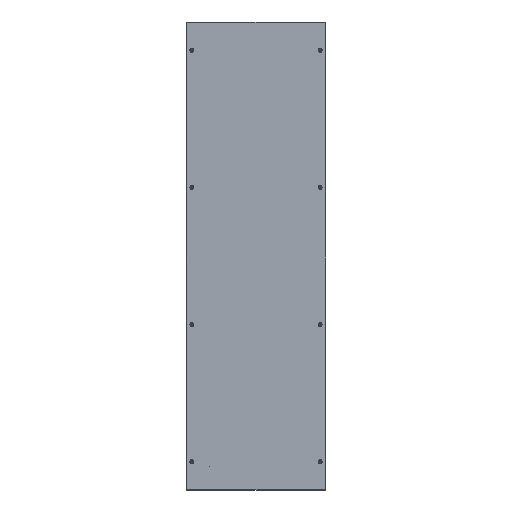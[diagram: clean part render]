
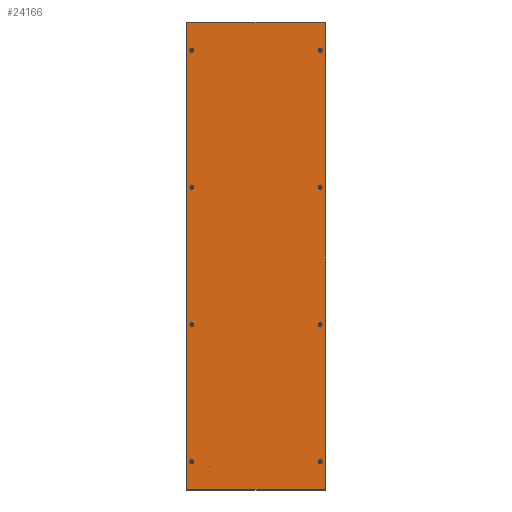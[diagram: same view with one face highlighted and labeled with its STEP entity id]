
A CAD part, top view. The second image highlights one B-rep face of the part: STEP entity #24166.
In plain terms, the highlighted planar face has unit normal (0, 0, 1).
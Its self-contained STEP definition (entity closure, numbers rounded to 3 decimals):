
#1298 = VERTEX_POINT ( 'NONE', #8116 ) ;
#1485 = EDGE_CURVE ( 'NONE', #40326, #5888, #21062, .T. ) ;
#1725 = ORIENTED_EDGE ( 'NONE', *, *, #32761, .F. ) ;
#1808 = CARTESIAN_POINT ( 'NONE',  ( 295.1, -997.6, 1.4 ) ) ;
#2367 = ORIENTED_EDGE ( 'NONE', *, *, #6789, .F. ) ;
#3011 = DIRECTION ( 'NONE',  ( 0., 0., 1. ) ) ;
#3039 = CARTESIAN_POINT ( 'NONE',  ( -265.557, -293., 1.4 ) ) ;
#3563 = AXIS2_PLACEMENT_3D ( 'NONE', #28857, #17585, #10811 ) ;
#3844 = DIRECTION ( 'NONE',  ( 0., 0., -1. ) ) ;
#4096 = DIRECTION ( 'NONE',  ( 0., 0., -1. ) ) ;
#4750 = VERTEX_POINT ( 'NONE', #15075 ) ;
#5280 = EDGE_LOOP ( 'NONE', ( #17176, #20431, #1725, #13141 ) ) ;
#5481 = EDGE_CURVE ( 'NONE', #5900, #5900, #18997, .T. ) ;
#5510 = DIRECTION ( 'NONE',  ( 0., 1., 0. ) ) ;
#5739 = DIRECTION ( 'NONE',  ( 0., 0., -1. ) ) ;
#5888 = VERTEX_POINT ( 'NONE', #1808 ) ;
#5900 = VERTEX_POINT ( 'NONE', #14772 ) ;
#6058 = DIRECTION ( 'NONE',  ( -1., 0., 0. ) ) ;
#6606 = EDGE_CURVE ( 'NONE', #16844, #16844, #15954, .T. ) ;
#6789 = EDGE_CURVE ( 'NONE', #42168, #42168, #20019, .T. ) ;
#7060 = VERTEX_POINT ( 'NONE', #18490 ) ;
#7222 = AXIS2_PLACEMENT_3D ( 'NONE', #25860, #3844, #11368 ) ;
#7781 = VECTOR ( 'NONE', #44082, 1000. ) ;
#7804 = EDGE_CURVE ( 'NONE', #7060, #7060, #41688, .T. ) ;
#7912 = PLANE ( 'NONE',  #32703 ) ;
#8116 = CARTESIAN_POINT ( 'NONE',  ( 265.557, 293., 1.4 ) ) ;
#8651 = VECTOR ( 'NONE', #5510, 1000. ) ;
#8709 = DIRECTION ( 'NONE',  ( 1., 0., 0. ) ) ;
#8749 = EDGE_CURVE ( 'NONE', #35200, #35200, #35479, .T. ) ;
#8773 = AXIS2_PLACEMENT_3D ( 'NONE', #44275, #33345, #11292 ) ;
#8885 = EDGE_CURVE ( 'NONE', #28974, #28974, #44187, .T. ) ;
#9373 = DIRECTION ( 'NONE',  ( -1., 0., 0. ) ) ;
#9892 = DIRECTION ( 'NONE',  ( -1., 0., 0. ) ) ;
#10811 = DIRECTION ( 'NONE',  ( 0., 1., 0. ) ) ;
#11058 = LINE ( 'NONE', #36270, #31780 ) ;
#11292 = DIRECTION ( 'NONE',  ( 1., 0., 0. ) ) ;
#11368 = DIRECTION ( 'NONE',  ( -1., 0., 0. ) ) ;
#11530 = LINE ( 'NONE', #19894, #8651 ) ;
#11616 = DIRECTION ( 'NONE',  ( 0., 1., 0. ) ) ;
#11778 = CARTESIAN_POINT ( 'NONE',  ( 0., 0., 1.4 ) ) ;
#11862 = VERTEX_POINT ( 'NONE', #47079 ) ;
#12207 = CIRCLE ( 'NONE', #7222, 8.443 ) ;
#12710 = ORIENTED_EDGE ( 'NONE', *, *, #7804, .F. ) ;
#13141 = ORIENTED_EDGE ( 'NONE', *, *, #1485, .T. ) ;
#13155 = ORIENTED_EDGE ( 'NONE', *, *, #8885, .T. ) ;
#13204 = EDGE_CURVE ( 'NONE', #4750, #4750, #23094, .T. ) ;
#13359 = VECTOR ( 'NONE', #35932, 1000. ) ;
#13854 = FACE_OUTER_BOUND ( 'NONE', #5280, .T. ) ;
#14435 = FACE_BOUND ( 'NONE', #16654, .T. ) ;
#14772 = CARTESIAN_POINT ( 'NONE',  ( 265.557, -293., 1.4 ) ) ;
#15075 = CARTESIAN_POINT ( 'NONE',  ( -265.557, 293., 1.4 ) ) ;
#15586 = DIRECTION ( 'NONE',  ( 0., 0., 1. ) ) ;
#15954 = CIRCLE ( 'NONE', #3563, 0.5 ) ;
#16178 = FACE_BOUND ( 'NONE', #25471, .T. ) ;
#16235 = LINE ( 'NONE', #43225, #13359 ) ;
#16290 = EDGE_LOOP ( 'NONE', ( #29376 ) ) ;
#16654 = EDGE_LOOP ( 'NONE', ( #13155 ) ) ;
#16725 = FACE_BOUND ( 'NONE', #30403, .T. ) ;
#16844 = VERTEX_POINT ( 'NONE', #18334 ) ;
#17176 = ORIENTED_EDGE ( 'NONE', *, *, #28227, .T. ) ;
#17585 = DIRECTION ( 'NONE',  ( 0., 0., -1. ) ) ;
#18334 = CARTESIAN_POINT ( 'NONE',  ( -197.5, -899.5, 1.4 ) ) ;
#18490 = CARTESIAN_POINT ( 'NONE',  ( 265.557, -879., 1.4 ) ) ;
#18997 = CIRCLE ( 'NONE', #45099, 8.443 ) ;
#19269 = CARTESIAN_POINT ( 'NONE',  ( -274., -879., 1.4 ) ) ;
#19894 = CARTESIAN_POINT ( 'NONE',  ( 295.1, -6000., 1.4 ) ) ;
#20019 = CIRCLE ( 'NONE', #8773, 8.443 ) ;
#20036 = CARTESIAN_POINT ( 'NONE',  ( 265.557, 879., 1.4 ) ) ;
#20431 = ORIENTED_EDGE ( 'NONE', *, *, #23342, .F. ) ;
#21032 = CARTESIAN_POINT ( 'NONE',  ( 274., -879., 1.4 ) ) ;
#21062 = LINE ( 'NONE', #36470, #7781 ) ;
#21964 = VERTEX_POINT ( 'NONE', #23012 ) ;
#22603 = DIRECTION ( 'NONE',  ( 0., 0., -1. ) ) ;
#23012 = CARTESIAN_POINT ( 'NONE',  ( 295.1, 997.6, 1.4 ) ) ;
#23094 = CIRCLE ( 'NONE', #37539, 8.443 ) ;
#23342 = EDGE_CURVE ( 'NONE', #11862, #21964, #11058, .T. ) ;
#23673 = FACE_BOUND ( 'NONE', #24402, .T. ) ;
#24166 = ADVANCED_FACE ( 'NONE', ( #46088, #16725, #23673, #13854, #24228, #14435, #38026, #16178, #34554, #28275 ), #7912, .F. ) ;
#24228 = FACE_BOUND ( 'NONE', #26139, .T. ) ;
#24402 = EDGE_LOOP ( 'NONE', ( #39512 ) ) ;
#25471 = EDGE_LOOP ( 'NONE', ( #37488 ) ) ;
#25860 = CARTESIAN_POINT ( 'NONE',  ( 274., 293., 1.4 ) ) ;
#26044 = EDGE_LOOP ( 'NONE', ( #2367 ) ) ;
#26139 = EDGE_LOOP ( 'NONE', ( #46643 ) ) ;
#27820 = CARTESIAN_POINT ( 'NONE',  ( 274., 879., 1.4 ) ) ;
#28227 = EDGE_CURVE ( 'NONE', #5888, #21964, #11530, .T. ) ;
#28275 = FACE_BOUND ( 'NONE', #33480, .T. ) ;
#28459 = DIRECTION ( 'NONE',  ( 1., 0., 0. ) ) ;
#28857 = CARTESIAN_POINT ( 'NONE',  ( -197.5, -900., 1.4 ) ) ;
#28974 = VERTEX_POINT ( 'NONE', #3039 ) ;
#29376 = ORIENTED_EDGE ( 'NONE', *, *, #43833, .T. ) ;
#30081 = DIRECTION ( 'NONE',  ( 1., 0., 0. ) ) ;
#30171 = DIRECTION ( 'NONE',  ( 1., 0., 0. ) ) ;
#30403 = EDGE_LOOP ( 'NONE', ( #12710 ) ) ;
#31445 = CARTESIAN_POINT ( 'NONE',  ( 274., -293., 1.4 ) ) ;
#31469 = CARTESIAN_POINT ( 'NONE',  ( -295.1, -997.6, 1.4 ) ) ;
#31759 = DIRECTION ( 'NONE',  ( 0., 0., 1. ) ) ;
#31780 = VECTOR ( 'NONE', #28459, 1000. ) ;
#32703 = AXIS2_PLACEMENT_3D ( 'NONE', #11778, #4096, #11616 ) ;
#32761 = EDGE_CURVE ( 'NONE', #40326, #11862, #16235, .T. ) ;
#32834 = EDGE_CURVE ( 'NONE', #1298, #1298, #12207, .T. ) ;
#33345 = DIRECTION ( 'NONE',  ( 0., 0., 1. ) ) ;
#33480 = EDGE_LOOP ( 'NONE', ( #40186 ) ) ;
#34554 = FACE_BOUND ( 'NONE', #26044, .T. ) ;
#34622 = VERTEX_POINT ( 'NONE', #20036 ) ;
#34679 = AXIS2_PLACEMENT_3D ( 'NONE', #21032, #3011, #9892 ) ;
#35200 = VERTEX_POINT ( 'NONE', #40478 ) ;
#35479 = CIRCLE ( 'NONE', #47432, 8.443 ) ;
#35932 = DIRECTION ( 'NONE',  ( 0., 1., 0. ) ) ;
#36270 = CARTESIAN_POINT ( 'NONE',  ( -5000., 997.6, 1.4 ) ) ;
#36470 = CARTESIAN_POINT ( 'NONE',  ( -5000., -997.6, 1.4 ) ) ;
#37367 = ORIENTED_EDGE ( 'NONE', *, *, #6606, .T. ) ;
#37488 = ORIENTED_EDGE ( 'NONE', *, *, #32834, .T. ) ;
#37539 = AXIS2_PLACEMENT_3D ( 'NONE', #37747, #15586, #30081 ) ;
#37747 = CARTESIAN_POINT ( 'NONE',  ( -274., 293., 1.4 ) ) ;
#38026 = FACE_BOUND ( 'NONE', #16290, .T. ) ;
#39512 = ORIENTED_EDGE ( 'NONE', *, *, #5481, .F. ) ;
#39817 = CARTESIAN_POINT ( 'NONE',  ( -265.557, 879., 1.4 ) ) ;
#40186 = ORIENTED_EDGE ( 'NONE', *, *, #13204, .F. ) ;
#40326 = VERTEX_POINT ( 'NONE', #31469 ) ;
#40478 = CARTESIAN_POINT ( 'NONE',  ( -265.557, -879., 1.4 ) ) ;
#41688 = CIRCLE ( 'NONE', #34679, 8.443 ) ;
#41936 = CIRCLE ( 'NONE', #45289, 8.443 ) ;
#42012 = DIRECTION ( 'NONE',  ( 0., 0., -1. ) ) ;
#42168 = VERTEX_POINT ( 'NONE', #39817 ) ;
#42173 = CARTESIAN_POINT ( 'NONE',  ( -274., -293., 1.4 ) ) ;
#42549 = EDGE_LOOP ( 'NONE', ( #37367 ) ) ;
#43225 = CARTESIAN_POINT ( 'NONE',  ( -295.1, -6000., 1.4 ) ) ;
#43405 = AXIS2_PLACEMENT_3D ( 'NONE', #42173, #42012, #8709 ) ;
#43833 = EDGE_CURVE ( 'NONE', #34622, #34622, #41936, .T. ) ;
#44082 = DIRECTION ( 'NONE',  ( 1., 0., 0. ) ) ;
#44187 = CIRCLE ( 'NONE', #43405, 8.443 ) ;
#44275 = CARTESIAN_POINT ( 'NONE',  ( -274., 879., 1.4 ) ) ;
#45099 = AXIS2_PLACEMENT_3D ( 'NONE', #31445, #31759, #9373 ) ;
#45289 = AXIS2_PLACEMENT_3D ( 'NONE', #27820, #5739, #6058 ) ;
#46088 = FACE_BOUND ( 'NONE', #42549, .T. ) ;
#46643 = ORIENTED_EDGE ( 'NONE', *, *, #8749, .T. ) ;
#47079 = CARTESIAN_POINT ( 'NONE',  ( -295.1, 997.6, 1.4 ) ) ;
#47432 = AXIS2_PLACEMENT_3D ( 'NONE', #19269, #22603, #30171 ) ;
